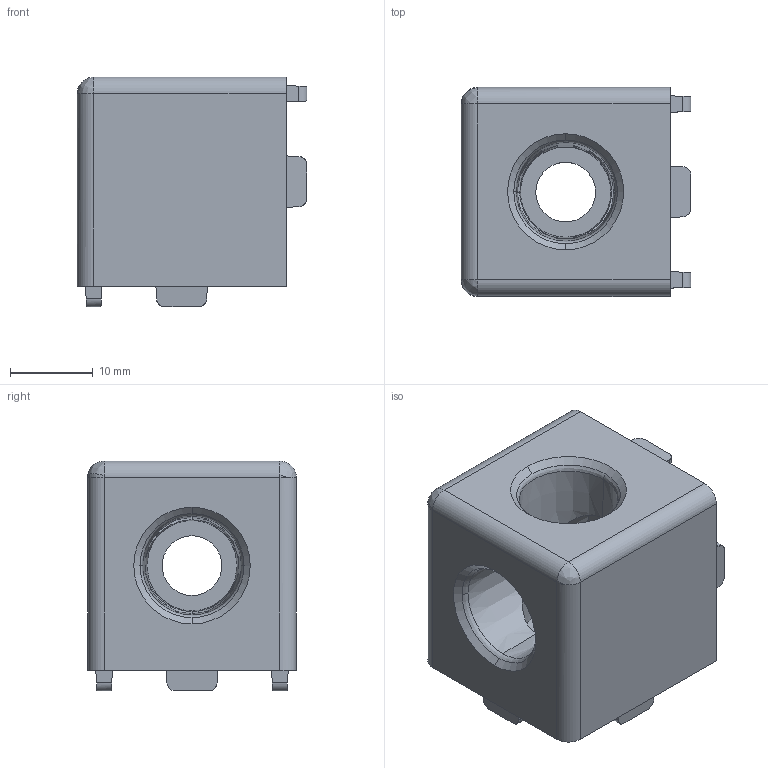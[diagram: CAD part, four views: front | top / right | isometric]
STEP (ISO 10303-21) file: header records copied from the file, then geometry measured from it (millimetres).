
FILE_DESCRIPTION (( 'STEP AP214' ), '1' );
FILE_NAME ('093ww251n06.STEP', '2014-08-28T10:51:30', ( '' ), ( '' ), 'SwSTEP 2.0', 'SolidWorks 2014', '' );
FILE_SCHEMA (( 'AUTOMOTIVE_DESIGN' ));
Length unit declared in the file: millimetre
Products named in the file (1): 093ww251n06
Bounding box: 27.7 x 25.2 x 27.7 mm (x, y, z)
Volume: 11274.1 mm3; surface area: 5600.7 mm2
Topology: 1 solids, 1 shells, 206 faces, 522 edges, 312 vertices
Faces by surface type: cylinder 74, plane 66, bspline 54, cone 12
Entity records: 9140 total; most frequent: CARTESIAN_POINT 2177, ORIENTED_EDGE 1020, DIRECTION 956, EDGE_CURVE 510, AXIS2_PLACEMENT_3D 351, VERTEX_POINT 312, VECTOR 254, LINE 254
